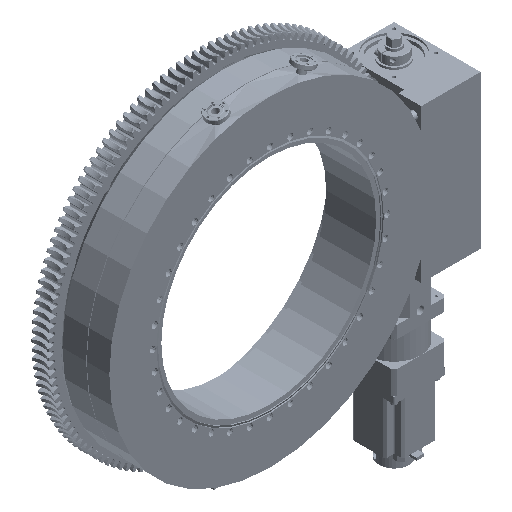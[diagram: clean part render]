
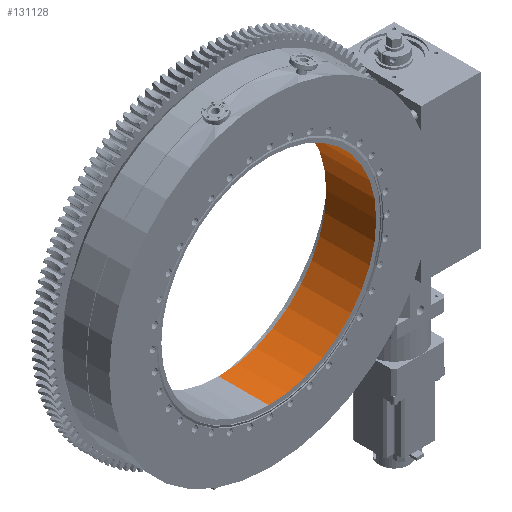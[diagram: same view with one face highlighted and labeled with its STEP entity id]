
A CAD part, isometric view. The second image highlights one B-rep face of the part: STEP entity #131128.
In plain terms, the highlighted cylindrical face has radius 178.181 mm (diameter 356.362 mm), a partial arc.
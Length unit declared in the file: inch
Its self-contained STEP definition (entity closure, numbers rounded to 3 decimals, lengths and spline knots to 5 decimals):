
#56834 = VERTEX_POINT ( 'NONE', #121158 ) ;
#56929 = VERTEX_POINT ( 'NONE', #121198 ) ;
#57007 = VERTEX_POINT ( 'NONE', #121242 ) ;
#57428 = VERTEX_POINT ( 'NONE', #121336 ) ;
#117727 = AXIS2_PLACEMENT_3D ( 'NONE', #151700, #151721, #151723 ) ;
#117730 = AXIS2_PLACEMENT_3D ( 'NONE', #151728, #151752, #151755 ) ;
#121158 = CARTESIAN_POINT ( 'NONE',  ( 0., 0.086, -7.015 ) ) ;
#121198 = CARTESIAN_POINT ( 'NONE',  ( 0., 3.352, -7.015 ) ) ;
#121242 = CARTESIAN_POINT ( 'NONE',  ( 0., 3.352, 7.015 ) ) ;
#121336 = CARTESIAN_POINT ( 'NONE',  ( 0., 0.086, 7.015 ) ) ;
#131128 = ADVANCED_FACE ( 'NONE', ( #303748 ), #303751, .F. ) ;
#149785 = VECTOR ( 'NONE', #151696, 39.37008 ) ;
#149794 = LINE ( 'NONE', #151664, #149796 ) ;
#149796 = VECTOR ( 'NONE', #151666, 39.37008 ) ;
#149805 = LINE ( 'NONE', #151678, #149785 ) ;
#149817 = CIRCLE ( 'NONE', #117727, 7.015 ) ;
#149828 = CIRCLE ( 'NONE', #117730, 7.015 ) ;
#151664 = CARTESIAN_POINT ( 'NONE',  ( 0., 3.352, -7.015 ) ) ;
#151666 = DIRECTION ( 'NONE',  ( 0., -1., 0. ) ) ;
#151678 = CARTESIAN_POINT ( 'NONE',  ( 0., 3.352, 7.015 ) ) ;
#151696 = DIRECTION ( 'NONE',  ( 0., -1., 0. ) ) ;
#151700 = CARTESIAN_POINT ( 'NONE',  ( 0., 0.086, 0. ) ) ;
#151721 = DIRECTION ( 'NONE',  ( 0., 1., 0. ) ) ;
#151723 = DIRECTION ( 'NONE',  ( 0., 0., 1. ) ) ;
#151728 = CARTESIAN_POINT ( 'NONE',  ( 0., 3.352, 0. ) ) ;
#151752 = DIRECTION ( 'NONE',  ( 0., 1., 0. ) ) ;
#151755 = DIRECTION ( 'NONE',  ( 0., 0., 1. ) ) ;
#184111 = EDGE_CURVE ( 'NONE', #56929, #56834, #149794, .T. ) ;
#184118 = EDGE_CURVE ( 'NONE', #57007, #57428, #149805, .T. ) ;
#184122 = EDGE_CURVE ( 'NONE', #57428, #56834, #149817, .T. ) ;
#184127 = EDGE_CURVE ( 'NONE', #57007, #56929, #149828, .T. ) ;
#231650 = EDGE_LOOP ( 'NONE', ( #243000, #242902, #257270, #257265 ) ) ;
#242902 = ORIENTED_EDGE ( 'NONE', *, *, #184127, .T. ) ;
#243000 = ORIENTED_EDGE ( 'NONE', *, *, #184118, .F. ) ;
#257265 = ORIENTED_EDGE ( 'NONE', *, *, #184122, .F. ) ;
#257270 = ORIENTED_EDGE ( 'NONE', *, *, #184111, .T. ) ;
#294565 = AXIS2_PLACEMENT_3D ( 'NONE', #300937, #300891, #300838 ) ;
#300838 = DIRECTION ( 'NONE',  ( 0., 0., -1. ) ) ;
#300891 = DIRECTION ( 'NONE',  ( 0., -1., 0. ) ) ;
#300937 = CARTESIAN_POINT ( 'NONE',  ( 0., 3.352, 0. ) ) ;
#303748 = FACE_OUTER_BOUND ( 'NONE', #231650, .T. ) ;
#303751 = CYLINDRICAL_SURFACE ( 'NONE', #294565, 7.015 ) ;
